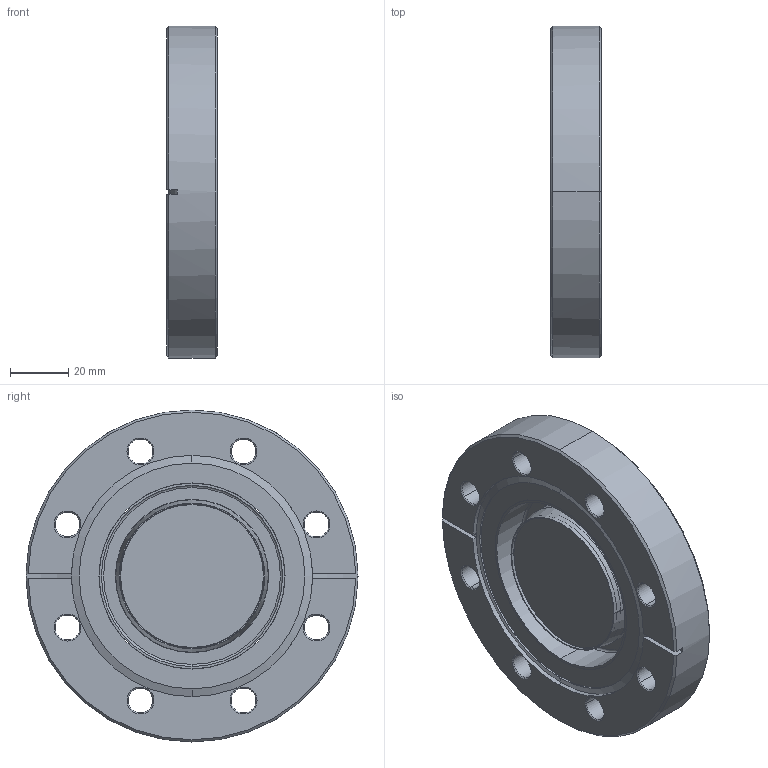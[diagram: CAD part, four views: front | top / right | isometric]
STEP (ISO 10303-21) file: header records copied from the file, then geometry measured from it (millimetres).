
FILE_DESCRIPTION (( 'STEP AP203' ), '1' );
FILE_NAME ('9712004.STEP', '2013-12-02T19:50:44', ( '' ), ( '' ), 'SwSTEP 2.0', 'SolidWorks 2008', '' );
FILE_SCHEMA (( 'CONFIG_CONTROL_DESIGN' ));
Length unit declared in the file: inch
Products named in the file (7): 0235705D; 0029005A; 9712004; 0237102B; 0038105D; 0040605A; 0029105B
Assembly tree (6 placements, depth 4):
  9712004
    0237102B
    0038105D
      0029105B
      0235705D
        0029005A
        0040605A
Bounding box: 17.27 x 113.54 x 113.54 mm (x, y, z)
Volume: 114901.4 mm3; surface area: 42640.9 mm2
Topology: 4 solids, 4 shells, 115 faces, 256 edges, 151 vertices
Faces by surface type: cone 53, cylinder 38, plane 16, torus 8
Entity records: 4002 total; most frequent: DIRECTION 649, CARTESIAN_POINT 557, ORIENTED_EDGE 512, AXIS2_PLACEMENT_3D 275, EDGE_CURVE 256, VERTEX_POINT 151, CIRCLE 149, EDGE_LOOP 139
